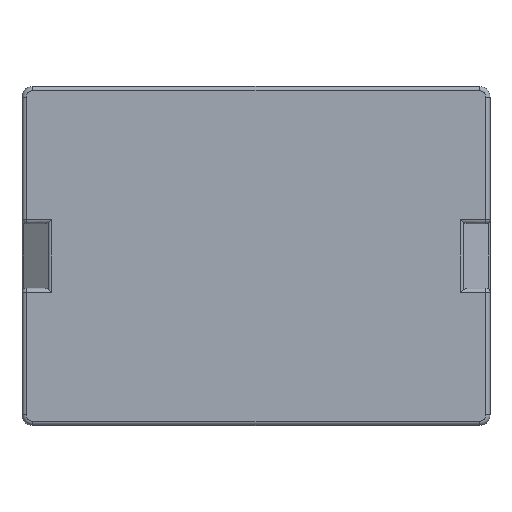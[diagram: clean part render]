
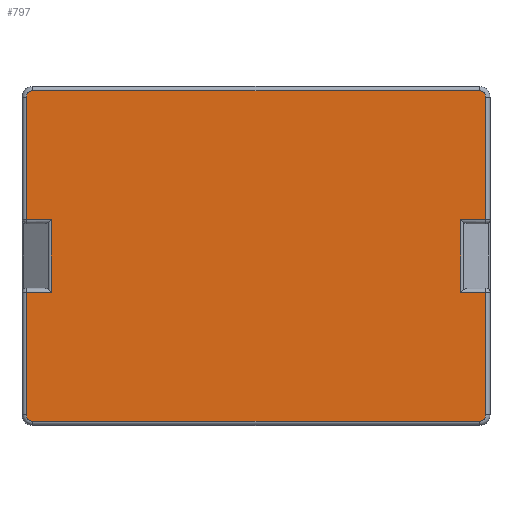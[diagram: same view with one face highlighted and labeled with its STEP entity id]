
A CAD part, front view. The second image highlights one B-rep face of the part: STEP entity #797.
In plain terms, the highlighted planar face has unit normal (0, -1, 0).
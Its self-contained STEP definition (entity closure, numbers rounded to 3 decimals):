
#2 = DIRECTION ( 'NONE',  ( 1., 0., 0. ) ) ;
#12 = LINE ( 'NONE', #182, #937 ) ;
#44 = ORIENTED_EDGE ( 'NONE', *, *, #1875, .T. ) ;
#59 = VECTOR ( 'NONE', #1082, 1000. ) ;
#62 = LINE ( 'NONE', #274, #1098 ) ;
#66 = CARTESIAN_POINT ( 'NONE',  ( -10.4, 0., 7.4 ) ) ;
#77 = EDGE_CURVE ( 'NONE', #1740, #1732, #62, .T. ) ;
#79 = ORIENTED_EDGE ( 'NONE', *, *, #248, .T. ) ;
#86 = EDGE_CURVE ( 'NONE', #1595, #1372, #1420, .T. ) ;
#91 = ORIENTED_EDGE ( 'NONE', *, *, #302, .T. ) ;
#102 = ORIENTED_EDGE ( 'NONE', *, *, #1504, .T. ) ;
#105 = VECTOR ( 'NONE', #1686, 1000. ) ;
#131 = ORIENTED_EDGE ( 'NONE', *, *, #387, .T. ) ;
#149 = DIRECTION ( 'NONE',  ( 0., -1., 0. ) ) ;
#155 = VECTOR ( 'NONE', #1574, 1000. ) ;
#161 = CARTESIAN_POINT ( 'NONE',  ( -10.7, 0., -7.4 ) ) ;
#179 = CARTESIAN_POINT ( 'NONE',  ( 0., 0., 1.7 ) ) ;
#182 = CARTESIAN_POINT ( 'NONE',  ( 0., 0., 1.7 ) ) ;
#188 = CARTESIAN_POINT ( 'NONE',  ( 0., 0., 7.7 ) ) ;
#194 = DIRECTION ( 'NONE',  ( 0., 0., 1. ) ) ;
#228 = AXIS2_PLACEMENT_3D ( 'NONE', #66, #366, #1363 ) ;
#231 = CARTESIAN_POINT ( 'NONE',  ( -9.533, 0., -1.5 ) ) ;
#241 = LINE ( 'NONE', #1681, #105 ) ;
#246 = DIRECTION ( 'NONE',  ( 0., 1., 0. ) ) ;
#248 = EDGE_CURVE ( 'NONE', #819, #1595, #1494, .T. ) ;
#249 = AXIS2_PLACEMENT_3D ( 'NONE', #1853, #246, #1265 ) ;
#274 = CARTESIAN_POINT ( 'NONE',  ( -10.9, 0., -1.7 ) ) ;
#278 = DIRECTION ( 'NONE',  ( 0., 0., 1. ) ) ;
#290 = LINE ( 'NONE', #528, #957 ) ;
#301 = DIRECTION ( 'NONE',  ( -1., 0., 0. ) ) ;
#302 = EDGE_CURVE ( 'NONE', #1126, #1572, #1695, .T. ) ;
#310 = CARTESIAN_POINT ( 'NONE',  ( 9.533, 0., 1.7 ) ) ;
#311 = CARTESIAN_POINT ( 'NONE',  ( 10.7, 0., 7.4 ) ) ;
#318 = CARTESIAN_POINT ( 'NONE',  ( 10.4, 0., -7.7 ) ) ;
#331 = ORIENTED_EDGE ( 'NONE', *, *, #1751, .T. ) ;
#366 = DIRECTION ( 'NONE',  ( 0., -1., 0. ) ) ;
#372 = DIRECTION ( 'NONE',  ( 0., 0., -1. ) ) ;
#384 = DIRECTION ( 'NONE',  ( 0., 0., -1. ) ) ;
#387 = EDGE_CURVE ( 'NONE', #1572, #1658, #12, .T. ) ;
#403 = CARTESIAN_POINT ( 'NONE',  ( -10.4, 0., -7.7 ) ) ;
#431 = ORIENTED_EDGE ( 'NONE', *, *, #1427, .T. ) ;
#440 = DIRECTION ( 'NONE',  ( 0., -1., 0. ) ) ;
#473 = LINE ( 'NONE', #1737, #155 ) ;
#528 = CARTESIAN_POINT ( 'NONE',  ( -10.7, 0., 0. ) ) ;
#559 = ORIENTED_EDGE ( 'NONE', *, *, #1831, .T. ) ;
#574 = ORIENTED_EDGE ( 'NONE', *, *, #86, .T. ) ;
#607 = CARTESIAN_POINT ( 'NONE',  ( -10.7, 0., 7.4 ) ) ;
#634 = ORIENTED_EDGE ( 'NONE', *, *, #1054, .T. ) ;
#637 = EDGE_CURVE ( 'NONE', #956, #1090, #1053, .T. ) ;
#650 = EDGE_CURVE ( 'NONE', #1373, #1003, #898, .T. ) ;
#661 = VECTOR ( 'NONE', #1349, 1000. ) ;
#665 = DIRECTION ( 'NONE',  ( 0., 0., 1. ) ) ;
#677 = ORIENTED_EDGE ( 'NONE', *, *, #1741, .T. ) ;
#726 = ORIENTED_EDGE ( 'NONE', *, *, #637, .T. ) ;
#753 = LINE ( 'NONE', #188, #661 ) ;
#760 = AXIS2_PLACEMENT_3D ( 'NONE', #1034, #149, #1579 ) ;
#797 = ADVANCED_FACE ( 'NONE', ( #984 ), #841, .F. ) ;
#819 = VERTEX_POINT ( 'NONE', #403 ) ;
#841 = PLANE ( 'NONE',  #249 ) ;
#883 = AXIS2_PLACEMENT_3D ( 'NONE', #1647, #1100, #665 ) ;
#898 = CIRCLE ( 'NONE', #228, 0.3 ) ;
#928 = CARTESIAN_POINT ( 'NONE',  ( 10.7, 0., 1.7 ) ) ;
#933 = LINE ( 'NONE', #1070, #59 ) ;
#937 = VECTOR ( 'NONE', #2, 1000. ) ;
#943 = DIRECTION ( 'NONE',  ( -1., 0., 0. ) ) ;
#956 = VERTEX_POINT ( 'NONE', #311 ) ;
#957 = VECTOR ( 'NONE', #372, 1000. ) ;
#976 = VERTEX_POINT ( 'NONE', #1902 ) ;
#980 = VECTOR ( 'NONE', #943, 1000. ) ;
#984 = FACE_OUTER_BOUND ( 'NONE', #1645, .T. ) ;
#1003 = VERTEX_POINT ( 'NONE', #607 ) ;
#1034 = CARTESIAN_POINT ( 'NONE',  ( 10.4, 0., -7.4 ) ) ;
#1053 = CIRCLE ( 'NONE', #883, 0.3 ) ;
#1054 = EDGE_CURVE ( 'NONE', #976, #1483, #1851, .T. ) ;
#1068 = VECTOR ( 'NONE', #384, 1000. ) ;
#1070 = CARTESIAN_POINT ( 'NONE',  ( -10.7, 0., 0. ) ) ;
#1075 = VECTOR ( 'NONE', #1802, 1000. ) ;
#1082 = DIRECTION ( 'NONE',  ( 0., 0., -1. ) ) ;
#1090 = VERTEX_POINT ( 'NONE', #1362 ) ;
#1093 = CARTESIAN_POINT ( 'NONE',  ( -10.7, 0., -1.7 ) ) ;
#1097 = LINE ( 'NONE', #1216, #980 ) ;
#1098 = VECTOR ( 'NONE', #301, 1000. ) ;
#1100 = DIRECTION ( 'NONE',  ( 0., -1., 0. ) ) ;
#1126 = VERTEX_POINT ( 'NONE', #1514 ) ;
#1139 = VECTOR ( 'NONE', #1341, 1000. ) ;
#1181 = VECTOR ( 'NONE', #194, 1000. ) ;
#1198 = AXIS2_PLACEMENT_3D ( 'NONE', #1456, #440, #278 ) ;
#1201 = CARTESIAN_POINT ( 'NONE',  ( 0., 0., -7.7 ) ) ;
#1202 = ORIENTED_EDGE ( 'NONE', *, *, #77, .T. ) ;
#1213 = ORIENTED_EDGE ( 'NONE', *, *, #1660, .T. ) ;
#1216 = CARTESIAN_POINT ( 'NONE',  ( 9.6, 0., -1.7 ) ) ;
#1222 = EDGE_CURVE ( 'NONE', #1732, #1416, #290, .T. ) ;
#1265 = DIRECTION ( 'NONE',  ( 0., 0., 1. ) ) ;
#1271 = CARTESIAN_POINT ( 'NONE',  ( 10.7, 0., -7.4 ) ) ;
#1310 = LINE ( 'NONE', #231, #1068 ) ;
#1339 = CARTESIAN_POINT ( 'NONE',  ( 10.7, 0., -1.7 ) ) ;
#1341 = DIRECTION ( 'NONE',  ( 1., 0., 0. ) ) ;
#1349 = DIRECTION ( 'NONE',  ( -1., 0., 0. ) ) ;
#1350 = CARTESIAN_POINT ( 'NONE',  ( 9.533, 0., 1.5 ) ) ;
#1362 = CARTESIAN_POINT ( 'NONE',  ( 10.4, 0., 7.7 ) ) ;
#1363 = DIRECTION ( 'NONE',  ( 0., 0., 1. ) ) ;
#1372 = VERTEX_POINT ( 'NONE', #1271 ) ;
#1373 = VERTEX_POINT ( 'NONE', #1429 ) ;
#1416 = VERTEX_POINT ( 'NONE', #161 ) ;
#1420 = CIRCLE ( 'NONE', #760, 0.3 ) ;
#1427 = EDGE_CURVE ( 'NONE', #1658, #956, #473, .T. ) ;
#1429 = CARTESIAN_POINT ( 'NONE',  ( -10.4, 0., 7.7 ) ) ;
#1456 = CARTESIAN_POINT ( 'NONE',  ( -10.4, 0., -7.4 ) ) ;
#1483 = VERTEX_POINT ( 'NONE', #1754 ) ;
#1494 = LINE ( 'NONE', #1201, #1139 ) ;
#1504 = EDGE_CURVE ( 'NONE', #1416, #819, #1820, .T. ) ;
#1514 = CARTESIAN_POINT ( 'NONE',  ( 9.533, 0., -1.7 ) ) ;
#1572 = VERTEX_POINT ( 'NONE', #310 ) ;
#1574 = DIRECTION ( 'NONE',  ( 0., 0., 1. ) ) ;
#1579 = DIRECTION ( 'NONE',  ( 0., 0., 1. ) ) ;
#1595 = VERTEX_POINT ( 'NONE', #318 ) ;
#1627 = ORIENTED_EDGE ( 'NONE', *, *, #1222, .T. ) ;
#1645 = EDGE_LOOP ( 'NONE', ( #1213, #1682, #331, #634, #559, #1202, #1627, #102, #79, #574, #44, #677, #91, #131, #431, #726 ) ) ;
#1647 = CARTESIAN_POINT ( 'NONE',  ( 10.4, 0., 7.4 ) ) ;
#1658 = VERTEX_POINT ( 'NONE', #928 ) ;
#1660 = EDGE_CURVE ( 'NONE', #1090, #1373, #753, .T. ) ;
#1666 = VERTEX_POINT ( 'NONE', #1339 ) ;
#1681 = CARTESIAN_POINT ( 'NONE',  ( 10.7, 0., 0. ) ) ;
#1682 = ORIENTED_EDGE ( 'NONE', *, *, #650, .T. ) ;
#1686 = DIRECTION ( 'NONE',  ( 0., 0., 1. ) ) ;
#1695 = LINE ( 'NONE', #1350, #1181 ) ;
#1732 = VERTEX_POINT ( 'NONE', #1093 ) ;
#1737 = CARTESIAN_POINT ( 'NONE',  ( 10.7, 0., 0. ) ) ;
#1740 = VERTEX_POINT ( 'NONE', #1805 ) ;
#1741 = EDGE_CURVE ( 'NONE', #1666, #1126, #1097, .T. ) ;
#1751 = EDGE_CURVE ( 'NONE', #1003, #976, #933, .T. ) ;
#1754 = CARTESIAN_POINT ( 'NONE',  ( -9.533, 0., 1.7 ) ) ;
#1802 = DIRECTION ( 'NONE',  ( 1., 0., 0. ) ) ;
#1805 = CARTESIAN_POINT ( 'NONE',  ( -9.533, 0., -1.7 ) ) ;
#1820 = CIRCLE ( 'NONE', #1198, 0.3 ) ;
#1831 = EDGE_CURVE ( 'NONE', #1483, #1740, #1310, .T. ) ;
#1851 = LINE ( 'NONE', #179, #1075 ) ;
#1853 = CARTESIAN_POINT ( 'NONE',  ( 0., 0., 0. ) ) ;
#1875 = EDGE_CURVE ( 'NONE', #1372, #1666, #241, .T. ) ;
#1902 = CARTESIAN_POINT ( 'NONE',  ( -10.7, 0., 1.7 ) ) ;
